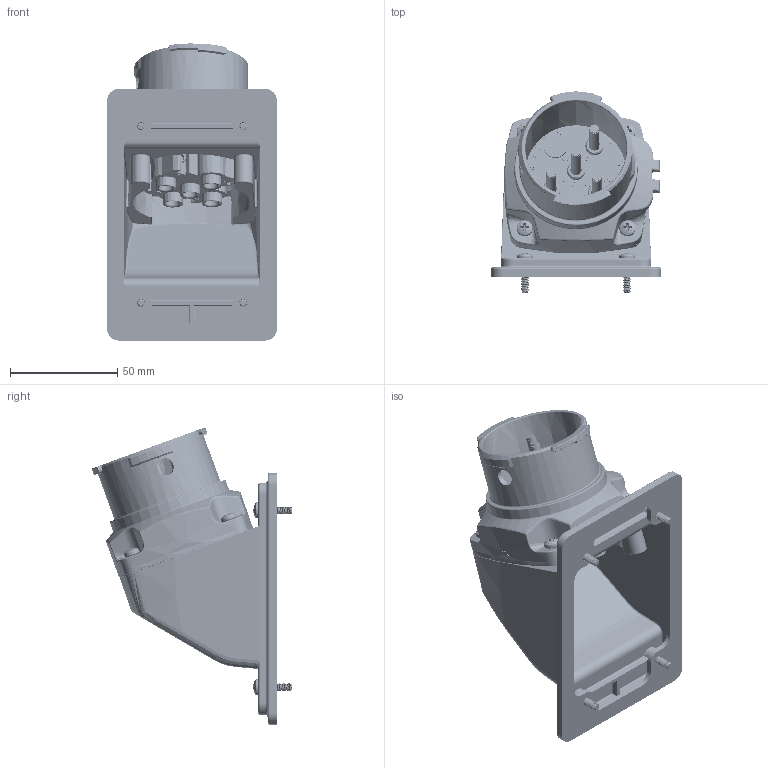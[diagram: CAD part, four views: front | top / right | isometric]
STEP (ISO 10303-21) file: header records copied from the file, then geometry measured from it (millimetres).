
FILE_DESCRIPTION (( 'STEP AP214' ), '1' );
FILE_NAME ('ORC6797-30BA043.STEP', '2025-09-11T13:04:50', ( '' ), ( '' ), 'SwSTEP 2.0', 'SolidWorks 2024', '' );
FILE_SCHEMA (( 'AUTOMOTIVE_DESIGN' ));
Length unit declared in the file: inch
Products named in the file (1): ORC6797-30BA043
Bounding box: 79.38 x 93.83 x 138.74 mm (x, y, z)
Volume: 169900.6 mm3; surface area: 83432.6 mm2
Topology: 18 solids, 29 shells, 3033 faces, 7772 edges, 4893 vertices
Faces by surface type: plane 938, cylinder 918, bspline 584, cone 277, torus 251, sphere 65
Entity records: 193815 total; most frequent: CARTESIAN_POINT 128683, ORIENTED_EDGE 15468, DIRECTION 11102, EDGE_CURVE 7734, VERTEX_POINT 4893, AXIS2_PLACEMENT_3D 4312, EDGE_LOOP 3207, FACE_OUTER_BOUND 3033
